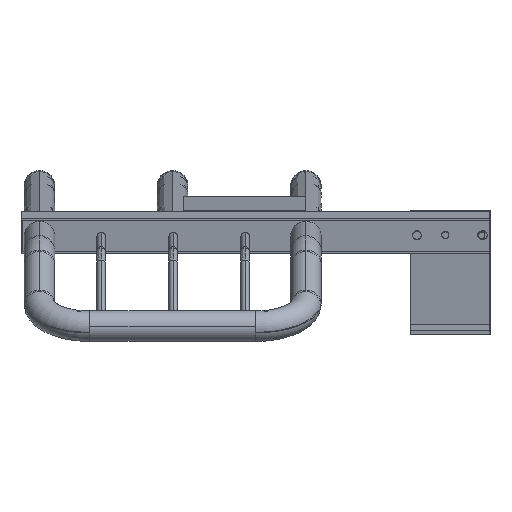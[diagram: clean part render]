
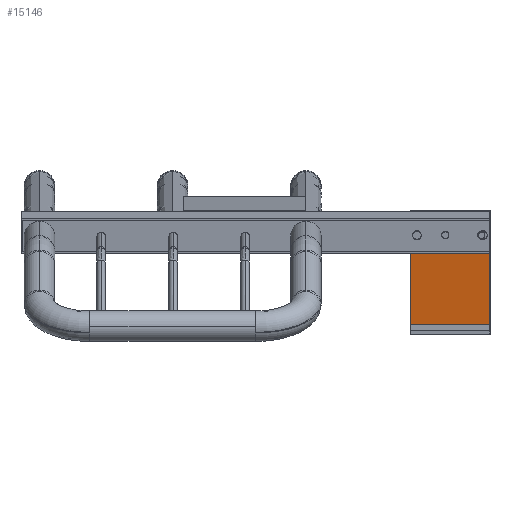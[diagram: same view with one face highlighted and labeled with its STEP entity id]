
A CAD part, left-side view. The second image highlights one B-rep face of the part: STEP entity #15146.
In plain terms, the highlighted planar face has unit normal (-0.98, 0, -0.2).
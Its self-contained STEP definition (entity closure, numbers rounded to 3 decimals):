
#1108 = DIRECTION ( 'NONE',  ( -0.2, 0., 0.98 ) ) ;
#1960 = CARTESIAN_POINT ( 'NONE',  ( -545., 650., -48.99 ) ) ;
#2121 = DIRECTION ( 'NONE',  ( 0., -1., 0. ) ) ;
#2449 = EDGE_CURVE ( 'NONE', #14080, #13551, #10021, .T. ) ;
#2924 = CARTESIAN_POINT ( 'NONE',  ( -532.8, 0., -108.757 ) ) ;
#3054 = CARTESIAN_POINT ( 'NONE',  ( -523., 110., -156.767 ) ) ;
#3256 = CARTESIAN_POINT ( 'NONE',  ( -545., 0., -48.99 ) ) ;
#4681 = CARTESIAN_POINT ( 'NONE',  ( -523., 110., -156.767 ) ) ;
#5966 = ORIENTED_EDGE ( 'NONE', *, *, #31457, .F. ) ;
#6411 = VECTOR ( 'NONE', #8214, 1000. ) ;
#6806 = LINE ( 'NONE', #16871, #30813 ) ;
#8214 = DIRECTION ( 'NONE',  ( -0.2, 0., 0.98 ) ) ;
#8401 = AXIS2_PLACEMENT_3D ( 'NONE', #2924, #21239, #1108 ) ;
#8783 = CARTESIAN_POINT ( 'NONE',  ( -545., 110., -48.99 ) ) ;
#9220 = LINE ( 'NONE', #1960, #21106 ) ;
#10021 = LINE ( 'NONE', #22741, #6411 ) ;
#11487 = ORIENTED_EDGE ( 'NONE', *, *, #21361, .T. ) ;
#12267 = VECTOR ( 'NONE', #25674, 1000. ) ;
#13551 = VERTEX_POINT ( 'NONE', #3256 ) ;
#14080 = VERTEX_POINT ( 'NONE', #27482 ) ;
#15146 = ADVANCED_FACE ( 'NONE', ( #23391 ), #31309, .F. ) ;
#15192 = ORIENTED_EDGE ( 'NONE', *, *, #2449, .T. ) ;
#16871 = CARTESIAN_POINT ( 'NONE',  ( -555., 110., 0. ) ) ;
#17936 = EDGE_CURVE ( 'NONE', #25820, #13551, #9220, .T. ) ;
#18077 = LINE ( 'NONE', #3054, #12267 ) ;
#18592 = EDGE_LOOP ( 'NONE', ( #19806, #11487, #5966, #15192 ) ) ;
#19806 = ORIENTED_EDGE ( 'NONE', *, *, #17936, .F. ) ;
#21049 = VERTEX_POINT ( 'NONE', #4681 ) ;
#21106 = VECTOR ( 'NONE', #2121, 1000. ) ;
#21239 = DIRECTION ( 'NONE',  ( 0.98, 0., 0.2 ) ) ;
#21361 = EDGE_CURVE ( 'NONE', #25820, #21049, #6806, .T. ) ;
#22741 = CARTESIAN_POINT ( 'NONE',  ( -522., 0., -161.666 ) ) ;
#23391 = FACE_OUTER_BOUND ( 'NONE', #18592, .T. ) ;
#25674 = DIRECTION ( 'NONE',  ( 0., 1., 0. ) ) ;
#25820 = VERTEX_POINT ( 'NONE', #8783 ) ;
#26944 = DIRECTION ( 'NONE',  ( 0.2, 0., -0.98 ) ) ;
#27482 = CARTESIAN_POINT ( 'NONE',  ( -523., 0., -156.767 ) ) ;
#30813 = VECTOR ( 'NONE', #26944, 1000. ) ;
#31309 = PLANE ( 'NONE',  #8401 ) ;
#31457 = EDGE_CURVE ( 'NONE', #14080, #21049, #18077, .T. ) ;
